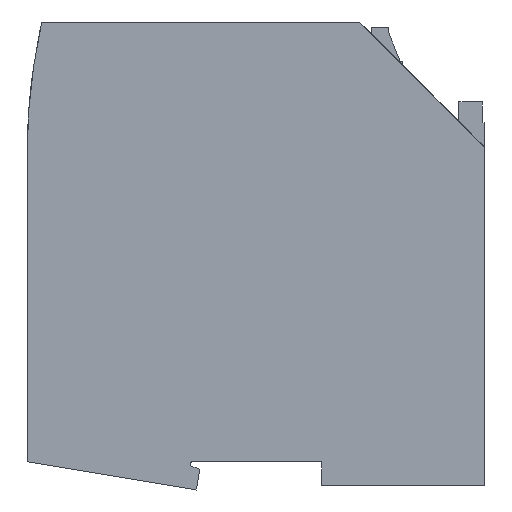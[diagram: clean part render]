
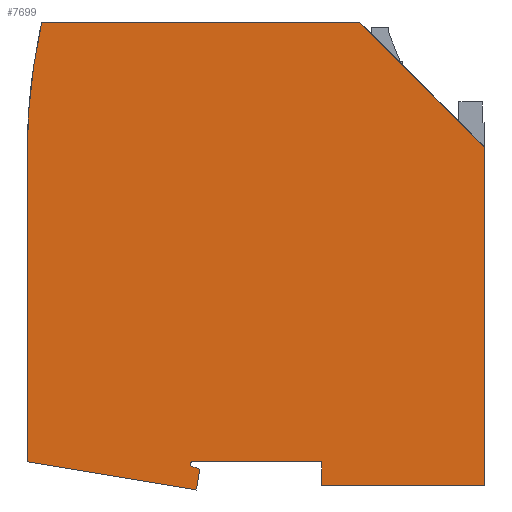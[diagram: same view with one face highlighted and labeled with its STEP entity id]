
A CAD part, left-side view. The second image highlights one B-rep face of the part: STEP entity #7699.
In plain terms, the highlighted planar face has unit normal (-1, 0, 0).
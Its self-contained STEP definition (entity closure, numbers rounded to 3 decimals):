
#6330=CIRCLE('',#23423,0.656);
#6331=CIRCLE('',#23451,168.);
#6336=CIRCLE('',#23556,0.656);
#7699=ADVANCED_FACE('NONE',(#9065),#8393,.T.);
#8393=PLANE('',#23557);
#9065=FACE_OUTER_BOUND('',#9984,.T.);
#9984=EDGE_LOOP('',(#13219,#13220,#13221,#13222,#13223,#13224,#13225,#13226,
#13227,#13228,#13229,#13230,#13231,#13232));
#13219=ORIENTED_EDGE('',*,*,#18349,.T.);
#13220=ORIENTED_EDGE('',*,*,#18346,.T.);
#13221=ORIENTED_EDGE('',*,*,#18343,.T.);
#13222=ORIENTED_EDGE('',*,*,#18340,.T.);
#13223=ORIENTED_EDGE('',*,*,#18884,.T.);
#13224=ORIENTED_EDGE('',*,*,#18338,.T.);
#13225=ORIENTED_EDGE('',*,*,#18885,.T.);
#13226=ORIENTED_EDGE('',*,*,#18886,.F.);
#13227=ORIENTED_EDGE('',*,*,#18331,.T.);
#13228=ORIENTED_EDGE('',*,*,#18452,.T.);
#13229=ORIENTED_EDGE('',*,*,#18887,.T.);
#13230=ORIENTED_EDGE('',*,*,#18888,.F.);
#13231=ORIENTED_EDGE('',*,*,#18477,.F.);
#13232=ORIENTED_EDGE('',*,*,#18565,.F.);
#16328=VERTEX_POINT('',#37224);
#16329=VERTEX_POINT('',#37225);
#16332=VERTEX_POINT('',#37233);
#16335=VERTEX_POINT('',#37238);
#16336=VERTEX_POINT('',#37242);
#16338=VERTEX_POINT('',#37245);
#16340=VERTEX_POINT('',#37251);
#16342=VERTEX_POINT('',#37257);
#16344=VERTEX_POINT('',#37263);
#16427=VERTEX_POINT('',#37579);
#16434=VERTEX_POINT('',#37601);
#16448=VERTEX_POINT('',#37650);
#16732=VERTEX_POINT('',#38892);
#16733=VERTEX_POINT('',#38895);
#18331=EDGE_CURVE('NONE',#16328,#16329,#20475,.T.);
#18338=EDGE_CURVE('NONE',#16332,#16335,#6330,.T.);
#18340=EDGE_CURVE('NONE',#16338,#16336,#20482,.T.);
#18343=EDGE_CURVE('NONE',#16340,#16338,#20485,.T.);
#18346=EDGE_CURVE('NONE',#16342,#16340,#20488,.T.);
#18349=EDGE_CURVE('NONE',#16344,#16342,#20491,.T.);
#18452=EDGE_CURVE('NONE',#16329,#16427,#20558,.T.);
#18477=EDGE_CURVE('NONE',#16448,#16434,#6331,.T.);
#18565=EDGE_CURVE('NONE',#16344,#16448,#20645,.T.);
#18884=EDGE_CURVE('NONE',#16336,#16332,#6336,.T.);
#18885=EDGE_CURVE('NONE',#16335,#16732,#20853,.T.);
#18886=EDGE_CURVE('NONE',#16328,#16732,#20854,.T.);
#18887=EDGE_CURVE('NONE',#16427,#16733,#20855,.T.);
#18888=EDGE_CURVE('NONE',#16434,#16733,#20856,.T.);
#20475=LINE('',#37223,#22230);
#20482=LINE('',#37244,#22237);
#20485=LINE('',#37250,#22240);
#20488=LINE('',#37256,#22243);
#20491=LINE('',#37262,#22246);
#20558=LINE('',#37580,#22313);
#20645=LINE('',#37876,#22400);
#20853=LINE('',#38891,#22608);
#20854=LINE('',#38893,#22609);
#20855=LINE('',#38894,#22610);
#20856=LINE('',#38896,#22611);
#22230=VECTOR('',#25776,1.);
#22237=VECTOR('',#25791,1.);
#22240=VECTOR('',#25796,1.);
#22243=VECTOR('',#25801,1.);
#22246=VECTOR('',#25806,1.);
#22313=VECTOR('',#25911,1.);
#22400=VECTOR('',#26046,1.);
#22608=VECTOR('',#26426,1.);
#22609=VECTOR('',#26427,1.);
#22610=VECTOR('',#26428,1.);
#22611=VECTOR('',#26429,1.);
#23423=AXIS2_PLACEMENT_3D('',#37239,#25786,#25787);
#23451=AXIS2_PLACEMENT_3D('',#37651,#25937,#25938);
#23556=AXIS2_PLACEMENT_3D('',#38890,#26424,#26425);
#23557=AXIS2_PLACEMENT_3D('',#38897,#26430,#26431);
#25776=DIRECTION('',(0.,-1.,0.));
#25786=DIRECTION('',(1.,0.,0.));
#25787=DIRECTION('',(0.,-1.,0.));
#25791=DIRECTION('',(0.,0.94,0.342));
#25796=DIRECTION('',(0.,0.,1.));
#25801=DIRECTION('',(0.,-0.164,0.986));
#25806=DIRECTION('',(0.,-0.986,-0.164));
#25911=DIRECTION('',(0.,0.,1.));
#25937=DIRECTION('',(1.,0.,0.));
#25938=DIRECTION('',(0.,0.,1.));
#26046=DIRECTION('',(0.,0.,1.));
#26424=DIRECTION('',(1.,0.,0.));
#26425=DIRECTION('',(0.,-1.,0.));
#26426=DIRECTION('',(0.,-1.,0.));
#26427=DIRECTION('',(0.,0.,1.));
#26428=DIRECTION('',(0.,0.707,0.707));
#26429=DIRECTION('',(0.,-1.,0.));
#26430=DIRECTION('',(-1.,0.,0.));
#26431=DIRECTION('',(0.,0.,1.));
#37223=CARTESIAN_POINT('',(0.,2.,1.203));
#37224=CARTESIAN_POINT('',(0.,44.5,1.203));
#37225=CARTESIAN_POINT('',(0.,0.,1.203));
#37233=CARTESIAN_POINT('',(0.,80.432,7.047));
#37238=CARTESIAN_POINT('',(0.,79.776,7.703));
#37239=CARTESIAN_POINT('',(0.,79.776,7.047));
#37242=CARTESIAN_POINT('',(0.,80.,6.431));
#37244=CARTESIAN_POINT('',(0.,78.,5.703));
#37245=CARTESIAN_POINT('',(0.,78.,5.703));
#37250=CARTESIAN_POINT('',(0.,78.,1.203));
#37251=CARTESIAN_POINT('',(0.,78.,4.703));
#37256=CARTESIAN_POINT('',(0.,78.583,1.203));
#37257=CARTESIAN_POINT('',(0.,78.784,0.));
#37262=CARTESIAN_POINT('',(0.,125.,7.703));
#37263=CARTESIAN_POINT('',(0.,125.,7.703));
#37579=CARTESIAN_POINT('',(0.,0.,93.553));
#37580=CARTESIAN_POINT('',(0.,0.,1.203));
#37601=CARTESIAN_POINT('',(0.,121.,127.703));
#37650=CARTESIAN_POINT('',(0.,125.,91.261));
#37651=CARTESIAN_POINT('',(0.,-43.,91.261));
#37876=CARTESIAN_POINT('',(0.,125.,1.203));
#38890=CARTESIAN_POINT('',(0.,79.776,7.047));
#38891=CARTESIAN_POINT('',(0.,2.,7.703));
#38892=CARTESIAN_POINT('',(0.,44.5,7.703));
#38893=CARTESIAN_POINT('',(0.,44.5,7.703));
#38894=CARTESIAN_POINT('',(0.,33.857,127.41));
#38895=CARTESIAN_POINT('',(0.,34.15,127.703));
#38896=CARTESIAN_POINT('',(0.,2.,127.703));
#38897=CARTESIAN_POINT('',(0.,2.,1.203));
